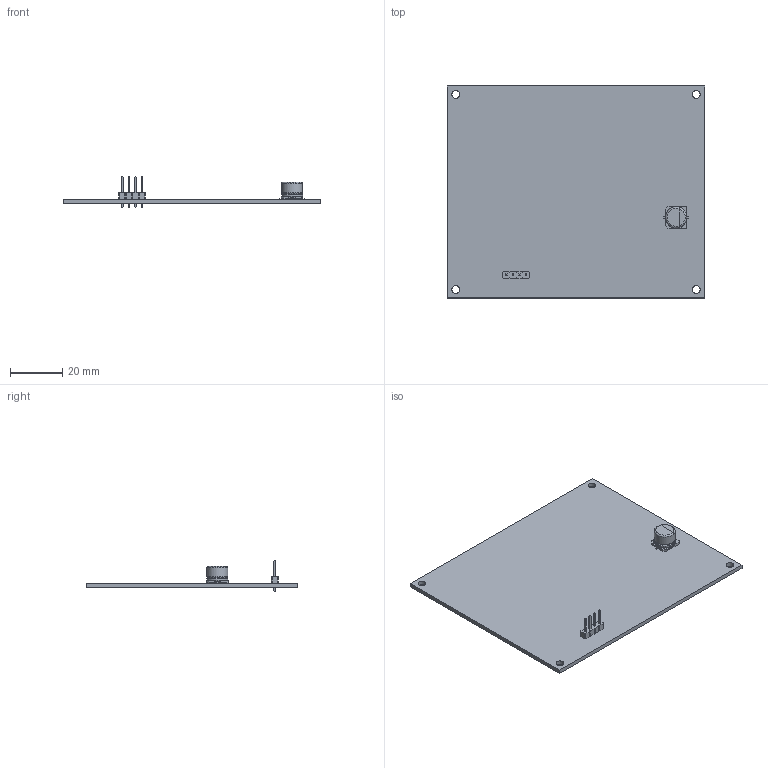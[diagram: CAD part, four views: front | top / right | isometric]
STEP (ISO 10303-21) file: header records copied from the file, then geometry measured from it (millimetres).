
FILE_DESCRIPTION(/* description */ (''),/* implementation_level */ '2;1');
FILE_NAME(/* name */ '//MK7 PCB.step',/* time_stamp */ '2020-08-19T12:50:55-04:00',/* author */ (''),/* organization */ (''),/* preprocessor_version */ 'ST-DEVELOPER v18.1',/* originating_system */ 'Autodesk Translation Framework v9.3.0.1241',/* authorisation */ '');
FILE_SCHEMA (('AUTOMOTIVE_DESIGN { 1 0 10303 214 3 1 1 }'));
Length unit declared in the file: millimetre
Products named in the file (3): MK7 PCB; PinHeader_1x04_P2.54mm_Vertical; CP_Elec_8x6.5
Assembly tree (2 placements, depth 2):
  MK7 PCB
    PinHeader_1x04_P2.54mm_Vertical
    CP_Elec_8x6.5
Bounding box: 99 x 81.5 x 11.54 mm (x, y, z)
Volume: 13269.3 mm3; surface area: 17265.1 mm2
Topology: 3 solids, 3 shells, 150 faces, 364 edges, 229 vertices
Faces by surface type: plane 130, cylinder 14, torus 4, bspline 2
Full cylindrical faces by diameter (mm): 3 x4, 8 x2
Entity records: 4705 total; most frequent: CARTESIAN_POINT 922, ORIENTED_EDGE 728, DIRECTION 705, EDGE_CURVE 364, LINE 321, VECTOR 321, VERTEX_POINT 229, AXIS2_PLACEMENT_3D 192
